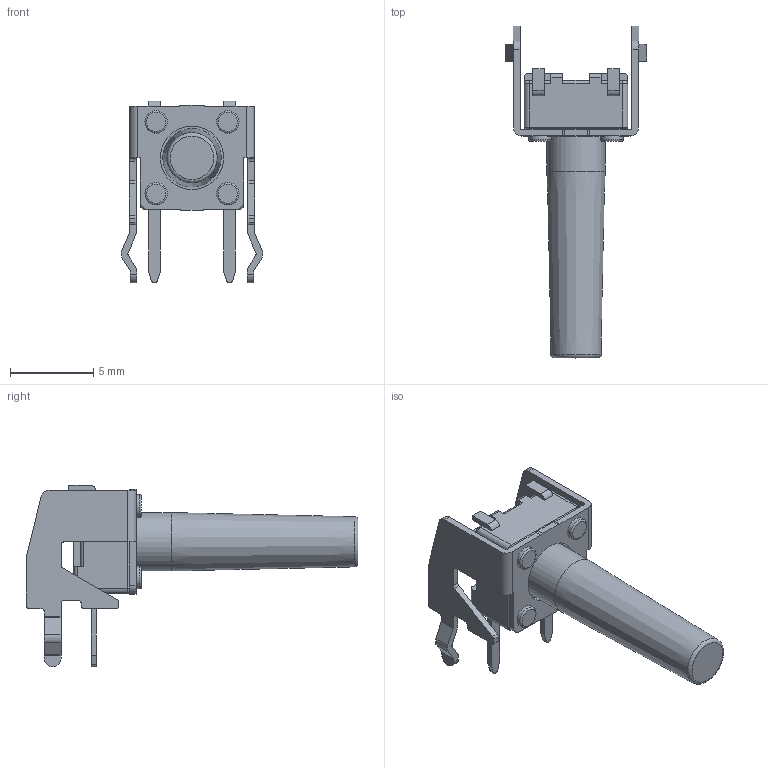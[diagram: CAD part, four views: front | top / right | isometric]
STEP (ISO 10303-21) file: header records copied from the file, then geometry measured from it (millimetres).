
FILE_DESCRIPTION(/* description */ (''),/* implementation_level */ '2;1');
FILE_NAME(/* name */ 'SKHHNH v1.step',/* time_stamp */ '2021-01-15T17:08:33+09:00',/* author */ (''),/* organization */ (''),/* preprocessor_version */ 'ST-DEVELOPER v18.1',/* originating_system */ 'Autodesk Translation Framework v9.7.1.1290',/* authorisation */ '');
FILE_SCHEMA (('AUTOMOTIVE_DESIGN { 1 0 10303 214 3 1 1 }'));
Length unit declared in the file: millimetre
Products named in the file (1): SKHHNH
Bounding box: 8.5 x 19.9 x 10.9 mm (x, y, z)
Volume: 254.1 mm3; surface area: 637.5 mm2
Topology: 1 solids, 1 shells, 294 faces, 798 edges, 523 vertices
Faces by surface type: plane 161, cylinder 112, torus 10, cone 5, bspline 4, sphere 2
Full cylindrical faces by diameter (mm): 0.9 x4, 0.95 x4, 1.2 x1, 1.35 x4, 1.7 x1, 2.4 x1, 3.5 x1, 3.8 x1, 5.05 x1
Entity records: 9407 total; most frequent: CARTESIAN_POINT 1738, DIRECTION 1625, ORIENTED_EDGE 1596, EDGE_CURVE 798, AXIS2_PLACEMENT_3D 554, VERTEX_POINT 523, LINE 517, VECTOR 517
